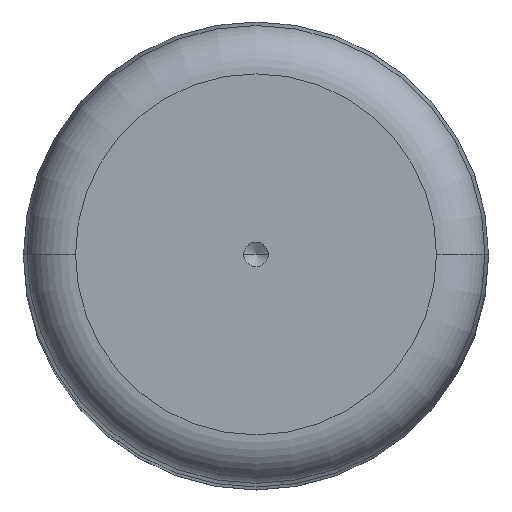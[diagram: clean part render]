
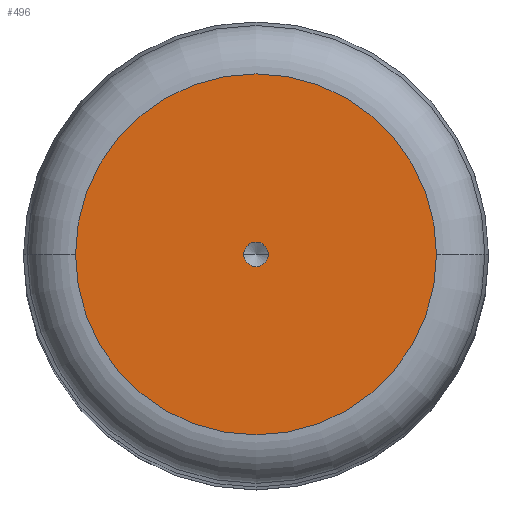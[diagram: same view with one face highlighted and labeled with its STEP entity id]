
A CAD part, top view. The second image highlights one B-rep face of the part: STEP entity #496.
In plain terms, the highlighted planar face has unit normal (0, 0, 1).
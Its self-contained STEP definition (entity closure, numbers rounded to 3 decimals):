
#2 = EDGE_CURVE ( 'NONE', #530, #561, #177, .T. ) ;
#39 = CARTESIAN_POINT ( 'NONE',  ( 1., 0., 150. ) ) ;
#42 = DIRECTION ( 'NONE',  ( 0., 0., 1. ) ) ;
#53 = EDGE_CURVE ( 'NONE', #478, #293, #417, .T. ) ;
#58 = DIRECTION ( 'NONE',  ( 0., 0., 1. ) ) ;
#68 = CARTESIAN_POINT ( 'NONE',  ( 0., 0., 150. ) ) ;
#87 = ORIENTED_EDGE ( 'NONE', *, *, #432, .T. ) ;
#129 = DIRECTION ( 'NONE',  ( 0., 0., 1. ) ) ;
#133 = DIRECTION ( 'NONE',  ( 1., 0., 0. ) ) ;
#139 = CARTESIAN_POINT ( 'NONE',  ( -1., 0., 150. ) ) ;
#171 = CARTESIAN_POINT ( 'NONE',  ( 0., 0., 150. ) ) ;
#176 = CARTESIAN_POINT ( 'NONE',  ( 14.75, 0., 150. ) ) ;
#177 = CIRCLE ( 'NONE', #337, 1. ) ;
#184 = AXIS2_PLACEMENT_3D ( 'NONE', #280, #129, #133 ) ;
#206 = EDGE_LOOP ( 'NONE', ( #495, #544 ) ) ;
#222 = DIRECTION ( 'NONE',  ( 0., 0., 1. ) ) ;
#263 = CARTESIAN_POINT ( 'NONE',  ( 0., 0., 150. ) ) ;
#280 = CARTESIAN_POINT ( 'NONE',  ( 0., 0., 150. ) ) ;
#291 = CIRCLE ( 'NONE', #416, 14.75 ) ;
#293 = VERTEX_POINT ( 'NONE', #502 ) ;
#316 = DIRECTION ( 'NONE',  ( 1., 0., 0. ) ) ;
#319 = EDGE_CURVE ( 'NONE', #561, #530, #424, .T. ) ;
#327 = DIRECTION ( 'NONE',  ( 1., 0., 0. ) ) ;
#337 = AXIS2_PLACEMENT_3D ( 'NONE', #354, #42, #458 ) ;
#354 = CARTESIAN_POINT ( 'NONE',  ( 0., 0., 150. ) ) ;
#416 = AXIS2_PLACEMENT_3D ( 'NONE', #68, #222, #327 ) ;
#417 = CIRCLE ( 'NONE', #485, 14.75 ) ;
#419 = ORIENTED_EDGE ( 'NONE', *, *, #53, .T. ) ;
#424 = CIRCLE ( 'NONE', #461, 1. ) ;
#432 = EDGE_CURVE ( 'NONE', #293, #478, #291, .T. ) ;
#434 = PLANE ( 'NONE',  #184 ) ;
#458 = DIRECTION ( 'NONE',  ( 1., 0., 0. ) ) ;
#461 = AXIS2_PLACEMENT_3D ( 'NONE', #171, #535, #316 ) ;
#478 = VERTEX_POINT ( 'NONE', #176 ) ;
#485 = AXIS2_PLACEMENT_3D ( 'NONE', #263, #58, #520 ) ;
#495 = ORIENTED_EDGE ( 'NONE', *, *, #319, .F. ) ;
#496 = ADVANCED_FACE ( 'NONE', ( #563, #640 ), #434, .T. ) ;
#502 = CARTESIAN_POINT ( 'NONE',  ( -14.75, 0., 150. ) ) ;
#520 = DIRECTION ( 'NONE',  ( 1., 0., 0. ) ) ;
#530 = VERTEX_POINT ( 'NONE', #139 ) ;
#535 = DIRECTION ( 'NONE',  ( 0., 0., 1. ) ) ;
#544 = ORIENTED_EDGE ( 'NONE', *, *, #2, .F. ) ;
#561 = VERTEX_POINT ( 'NONE', #39 ) ;
#563 = FACE_BOUND ( 'NONE', #206, .T. ) ;
#640 = FACE_OUTER_BOUND ( 'NONE', #661, .T. ) ;
#661 = EDGE_LOOP ( 'NONE', ( #419, #87 ) ) ;
